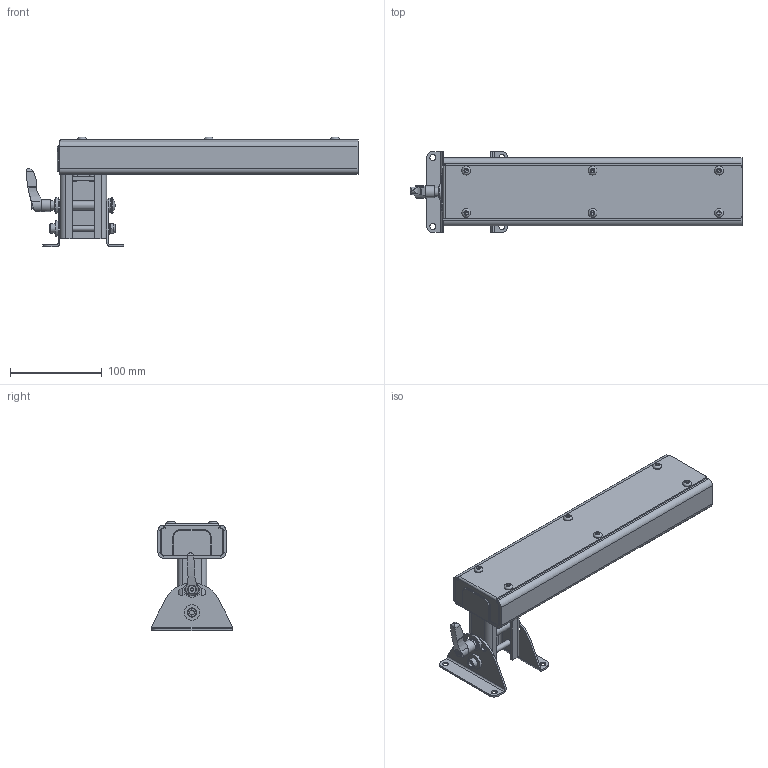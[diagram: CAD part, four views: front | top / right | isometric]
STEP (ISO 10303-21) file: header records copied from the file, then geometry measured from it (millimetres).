
FILE_DESCRIPTION(/* description */ (''),/* implementation_level */ '2;1');
FILE_NAME(/* name */ '778-90337_CAD_000_02_iam.stp',/* time_stamp */ '2026-03-30T10:54:26+02:00',/* author */ ('Blessing'),/* organization */ (''),/* preprocessor_version */ 'ST-DEVELOPER v20',/* originating_system */ 'Autodesk Inventor 2024',/* authorisation */ '');
FILE_SCHEMA (('AUTOMOTIVE_DESIGN { 1 0 10303 214 3 1 1 }'));
Length unit declared in the file: millimetre
Products named in the file (25): 778-90337_000; 49-954-1194_000; 49-954-1194_001; 49-954-1194-001_000; 49-954-1195_000; 49-954-1196_000; 49-954-1197_000; 49-954-1197_001; 49-954-1197-001_000; 49-954-1197-002_000; 64-000-787_000; 29-003-006_000; 49-954-1198_000; 49-250-052_000; DIN EN ISO 14580-M5x10-08.8 VZ; DIN 6797 - A 5,3 - vz; ISO 7380 - M5x8; DIN 125-1 - B 6,4 VZ; ISO 10511 - M6; DIN 125-1 - B 8,4 VZ; ISO 4762 - M6x65-1; DIN 603 - M6 x 70; DIN 7349 - 6,4 100HV St; DIN 125-1 - B 5,3 VZ; ISO 4762 - M5x12-1
Assembly tree (44 placements, depth 3):
  778-90337_000
    49-954-1194_000
      49-954-1194_001
      49-954-1194-001_000
    49-954-1195_000
    49-954-1196_000  x2
    49-954-1197_000
      49-954-1197_001
      49-954-1197-001_000
      49-954-1197-002_000
    64-000-787_000
    29-003-006_000
    49-954-1198_000
    49-250-052_000
    DIN EN ISO 14580-M5x10-08.8 VZ  x4
    DIN 6797 - A 5,3 - vz  x4
    DIN 7349 - 6,4 100HV St  x2
    ISO 7380 - M5x8  x6
    DIN 125-1 - B 6,4 VZ
    ISO 10511 - M6
    DIN 125-1 - B 8,4 VZ  x2
    ISO 4762 - M6x65-1
    DIN 603 - M6 x 70
    DIN 125-1 - B 5,3 VZ  x4
    ISO 4762 - M5x12-1  x4
Bounding box: 361.11 x 88 x 119.06 mm (x, y, z)
Volume: 306096.8 mm3; surface area: 233232.6 mm2
Topology: 43 solids, 44 shells, 1081 faces, 2795 edges, 1822 vertices
Faces by surface type: cylinder 553, plane 420, cone 81, torus 26, sphere 1
Full cylindrical faces by diameter (mm): 4.134 x14, 4.917 x6, 5 x15, 5.3 x8, 5.5 x8, 6 x8, 6.2 x1, 6.4 x3, 6.5 x10, 7 x1, 8.4 x2, 8.5 x8, 8.6 x2, 9.3 x1, 9.5 x6, 10 x11, 10.5 x1, 12 x1, 12.5 x1, 13 x1, 16 x2, 16.55 x1, 17 x2
Entity records: 22694 total; most frequent: CARTESIAN_POINT 4228, DIRECTION 3925, ORIENTED_EDGE 3510, EDGE_CURVE 1755, AXIS2_PLACEMENT_3D 1518, VERTEX_POINT 1136, LINE 889, VECTOR 889
